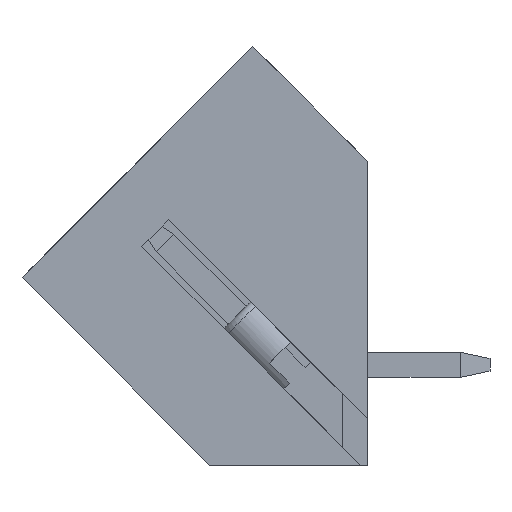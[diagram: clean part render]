
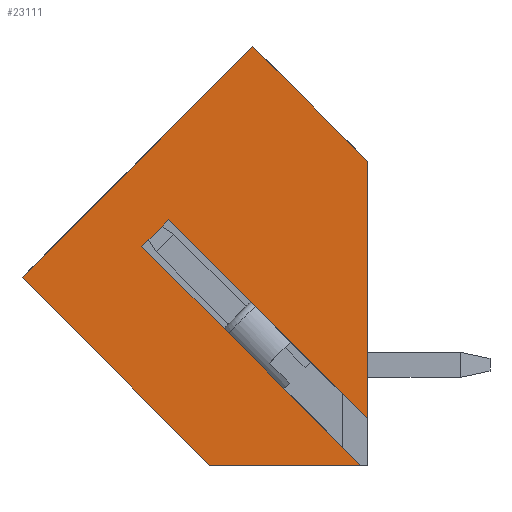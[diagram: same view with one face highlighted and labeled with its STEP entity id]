
A CAD part, left-side view. The second image highlights one B-rep face of the part: STEP entity #23111.
In plain terms, the highlighted planar face has unit normal (-1, 0, 0).
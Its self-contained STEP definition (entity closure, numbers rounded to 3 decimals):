
#353 = LINE ( 'NONE', #9105, #23916 ) ;
#905 = EDGE_CURVE ( 'NONE', #20592, #6420, #9848, .T. ) ;
#983 = VECTOR ( 'NONE', #25612, 1000. ) ;
#1192 = CARTESIAN_POINT ( 'NONE',  ( 0., 3.65, 13.33 ) ) ;
#1219 = LINE ( 'NONE', #22314, #19130 ) ;
#1432 = ORIENTED_EDGE ( 'NONE', *, *, #6856, .F. ) ;
#1715 = CARTESIAN_POINT ( 'NONE',  ( 0., 0.219, 0. ) ) ;
#2540 = CARTESIAN_POINT ( 'NONE',  ( 0., 11., 13.33 ) ) ;
#2558 = CARTESIAN_POINT ( 'NONE',  ( 0., 11., 0. ) ) ;
#3336 = VECTOR ( 'NONE', #17608, 1000. ) ;
#3700 = VECTOR ( 'NONE', #12569, 1000. ) ;
#4181 = CARTESIAN_POINT ( 'NONE',  ( 0., 0., 1.478 ) ) ;
#4976 = CARTESIAN_POINT ( 'NONE',  ( 0., 6.337, 7.815 ) ) ;
#5066 = ORIENTED_EDGE ( 'NONE', *, *, #10226, .T. ) ;
#5126 = EDGE_CURVE ( 'NONE', #10009, #6424, #6560, .T. ) ;
#6420 = VERTEX_POINT ( 'NONE', #14918 ) ;
#6424 = VERTEX_POINT ( 'NONE', #19194 ) ;
#6560 = LINE ( 'NONE', #12763, #983 ) ;
#6856 = EDGE_CURVE ( 'NONE', #20943, #25458, #7237, .T. ) ;
#6861 = DIRECTION ( 'NONE',  ( 1., 0., 0. ) ) ;
#7006 = CARTESIAN_POINT ( 'NONE',  ( 0., 11., 5.98 ) ) ;
#7237 = LINE ( 'NONE', #15738, #3700 ) ;
#7602 = DIRECTION ( 'NONE',  ( 0., 0.707, 0.707 ) ) ;
#8025 = CARTESIAN_POINT ( 'NONE',  ( 0., 11., 5.98 ) ) ;
#8836 = DIRECTION ( 'NONE',  ( 0., -0.707, 0.707 ) ) ;
#9105 = CARTESIAN_POINT ( 'NONE',  ( 0., 7.186, 6.966 ) ) ;
#9123 = DIRECTION ( 'NONE',  ( 0., 0.707, -0.707 ) ) ;
#9379 = LINE ( 'NONE', #1192, #18722 ) ;
#9848 = LINE ( 'NONE', #8025, #9889 ) ;
#9889 = VECTOR ( 'NONE', #22886, 1000. ) ;
#10009 = VERTEX_POINT ( 'NONE', #15563 ) ;
#10226 = EDGE_CURVE ( 'NONE', #11615, #20615, #1219, .T. ) ;
#11269 = DIRECTION ( 'NONE',  ( 0., 0., 1. ) ) ;
#11615 = VERTEX_POINT ( 'NONE', #1715 ) ;
#12569 = DIRECTION ( 'NONE',  ( 0., 0.707, 0.707 ) ) ;
#12763 = CARTESIAN_POINT ( 'NONE',  ( 0., 0., 9.68 ) ) ;
#13406 = ORIENTED_EDGE ( 'NONE', *, *, #5126, .T. ) ;
#14918 = CARTESIAN_POINT ( 'NONE',  ( 0., 5.02, 0. ) ) ;
#15383 = DIRECTION ( 'NONE',  ( 0., 0., -1. ) ) ;
#15394 = CARTESIAN_POINT ( 'NONE',  ( 0., 7.186, 6.966 ) ) ;
#15563 = CARTESIAN_POINT ( 'NONE',  ( 0., 0., 9.68 ) ) ;
#15738 = CARTESIAN_POINT ( 'NONE',  ( 0., -2.689, -1.211 ) ) ;
#17608 = DIRECTION ( 'NONE',  ( 0., -1., 0. ) ) ;
#18428 = VECTOR ( 'NONE', #11269, 1000. ) ;
#18722 = VECTOR ( 'NONE', #9123, 1000. ) ;
#19130 = VECTOR ( 'NONE', #7602, 1000. ) ;
#19194 = CARTESIAN_POINT ( 'NONE',  ( 0., 3.65, 13.33 ) ) ;
#19233 = ORIENTED_EDGE ( 'NONE', *, *, #20685, .T. ) ;
#20260 = LINE ( 'NONE', #21786, #18428 ) ;
#20458 = AXIS2_PLACEMENT_3D ( 'NONE', #2540, #6861, #15383 ) ;
#20592 = VERTEX_POINT ( 'NONE', #7006 ) ;
#20615 = VERTEX_POINT ( 'NONE', #15394 ) ;
#20685 = EDGE_CURVE ( 'NONE', #20615, #25458, #353, .T. ) ;
#20943 = VERTEX_POINT ( 'NONE', #4181 ) ;
#21510 = ORIENTED_EDGE ( 'NONE', *, *, #905, .T. ) ;
#21716 = LINE ( 'NONE', #2558, #3336 ) ;
#21786 = CARTESIAN_POINT ( 'NONE',  ( 0., 0., 13.33 ) ) ;
#21887 = EDGE_LOOP ( 'NONE', ( #23901, #5066, #19233, #1432, #22950, #13406, #22989, #21510 ) ) ;
#22314 = CARTESIAN_POINT ( 'NONE',  ( 0., -1.84, -2.06 ) ) ;
#22886 = DIRECTION ( 'NONE',  ( 0., -0.707, -0.707 ) ) ;
#22950 = ORIENTED_EDGE ( 'NONE', *, *, #26767, .T. ) ;
#22989 = ORIENTED_EDGE ( 'NONE', *, *, #23247, .T. ) ;
#23111 = ADVANCED_FACE ( 'NONE', ( #23647 ), #25903, .F. ) ;
#23247 = EDGE_CURVE ( 'NONE', #6424, #20592, #9379, .T. ) ;
#23647 = FACE_OUTER_BOUND ( 'NONE', #21887, .T. ) ;
#23901 = ORIENTED_EDGE ( 'NONE', *, *, #27392, .T. ) ;
#23916 = VECTOR ( 'NONE', #8836, 1000. ) ;
#25458 = VERTEX_POINT ( 'NONE', #4976 ) ;
#25612 = DIRECTION ( 'NONE',  ( 0., 0.707, 0.707 ) ) ;
#25903 = PLANE ( 'NONE',  #20458 ) ;
#26767 = EDGE_CURVE ( 'NONE', #20943, #10009, #20260, .T. ) ;
#27392 = EDGE_CURVE ( 'NONE', #6420, #11615, #21716, .T. ) ;
